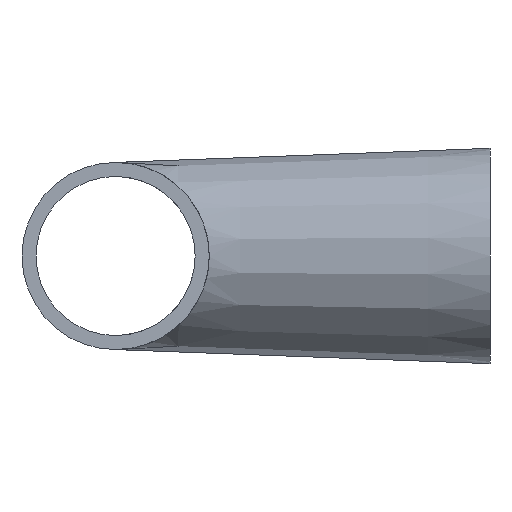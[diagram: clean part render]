
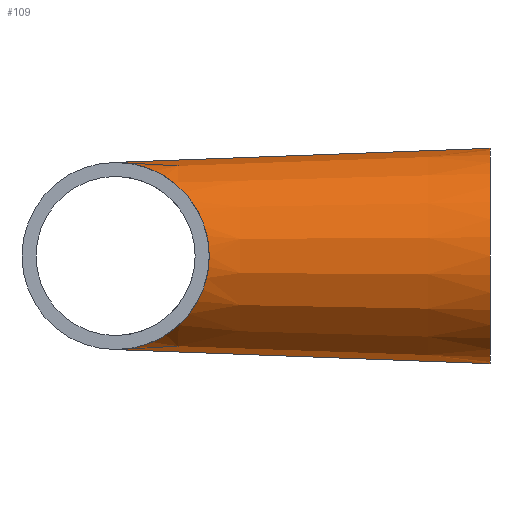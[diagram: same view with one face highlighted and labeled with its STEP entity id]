
A CAD part, left-side view. The second image highlights one B-rep face of the part: STEP entity #109.
In plain terms, the highlighted conical face has half-angle 2.148 degrees and reference radius 10 mm.
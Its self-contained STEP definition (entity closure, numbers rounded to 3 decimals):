
#7 = CONICAL_SURFACE ( 'NONE', #446, 10., 0.037 ) ;
#9 = CIRCLE ( 'NONE', #499, 10. ) ;
#20 = DIRECTION ( 'NONE',  ( 0., 0., 1. ) ) ;
#25 = CARTESIAN_POINT ( 'NONE',  ( -9.955, 30.42, -2.894 ) ) ;
#29 = EDGE_CURVE ( 'NONE', #515, #561, #232, .T. ) ;
#41 = CARTESIAN_POINT ( 'NONE',  ( -4.69, 35.673, 9.036 ) ) ;
#71 = CARTESIAN_POINT ( 'NONE',  ( 0., 0., 0. ) ) ;
#72 = VECTOR ( 'NONE', #102, 1000. ) ;
#75 = CARTESIAN_POINT ( 'NONE',  ( -0.001, 40., -10. ) ) ;
#77 = CARTESIAN_POINT ( 'NONE',  ( -0.2, 39.956, 10. ) ) ;
#79 = CARTESIAN_POINT ( 'NONE',  ( -1.265, 39.06, -9.959 ) ) ;
#85 = CARTESIAN_POINT ( 'NONE',  ( -9.493, 30.881, 4.121 ) ) ;
#90 = CARTESIAN_POINT ( 'NONE',  ( -7.27, 33.1, 7.267 ) ) ;
#96 = CARTESIAN_POINT ( 'NONE',  ( 0., 40., -10. ) ) ;
#99 = LINE ( 'NONE', #96, #72 ) ;
#101 = EDGE_LOOP ( 'NONE', ( #505, #406, #149, #316, #609 ) ) ;
#102 = DIRECTION ( 'NONE',  ( 0., -0.999, -0.037 ) ) ;
#106 = CARTESIAN_POINT ( 'NONE',  ( 0., 40., 10. ) ) ;
#109 = ADVANCED_FACE ( 'NONE', ( #584 ), #7, .T. ) ;
#123 = CARTESIAN_POINT ( 'NONE',  ( -1.55, 38.782, -9.93 ) ) ;
#125 = CARTESIAN_POINT ( 'NONE',  ( 0., 0., -11.5 ) ) ;
#127 = CARTESIAN_POINT ( 'NONE',  ( -1.289, 39.038, 9.957 ) ) ;
#129 = CARTESIAN_POINT ( 'NONE',  ( -10.153, 30.222, -2.13 ) ) ;
#131 = CARTESIAN_POINT ( 'NONE',  ( -5.754, 34.613, 8.447 ) ) ;
#133 = CARTESIAN_POINT ( 'NONE',  ( -9.907, 30.467, 3.046 ) ) ;
#149 = ORIENTED_EDGE ( 'NONE', *, *, #461, .F. ) ;
#163 = VERTEX_POINT ( 'NONE', #125 ) ;
#173 = CARTESIAN_POINT ( 'NONE',  ( -10.369, 30.006, -0.53 ) ) ;
#178 = CARTESIAN_POINT ( 'NONE',  ( -6.159, 34.209, -8.176 ) ) ;
#180 = CARTESIAN_POINT ( 'NONE',  ( -1.58, 38.753, 9.926 ) ) ;
#183 = CARTESIAN_POINT ( 'NONE',  ( -10.353, 30.022, 0.688 ) ) ;
#186 = CARTESIAN_POINT ( 'NONE',  ( 0., 40., 0. ) ) ;
#188 = CARTESIAN_POINT ( 'NONE',  ( -4.056, 36.304, -9.31 ) ) ;
#212 = DIRECTION ( 'NONE',  ( 0., -0.999, 0.037 ) ) ;
#226 = CARTESIAN_POINT ( 'NONE',  ( -5.643, 34.723, -8.515 ) ) ;
#227 = CARTESIAN_POINT ( 'NONE',  ( -10.232, 30.143, -1.731 ) ) ;
#231 = CARTESIAN_POINT ( 'NONE',  ( -2.446, 37.902, 9.782 ) ) ;
#232 = B_SPLINE_CURVE_WITH_KNOTS ( 'NONE', 3,
 ( #75, #570, #427, #285, #237, #422, #326, #79, #123, #337, #520, #188, #480, #226, #178, #330, #578, #627, #431, #639, #523, #472, #25, #129, #227, #419, #173, #635, #374, #183, #574, #332, #474, #583, #133, #534, #85, #629, #492, #589, #575, #632, #90, #297, #131, #41, #489, #283, #527, #231, #239, #180, #127, #424, #485, #378, #295, #77, #581, #481 ),
 .UNSPECIFIED., .F., .F.,
 ( 4, 2, 2, 2, 2, 2, 2, 2, 2, 2, 2, 2, 2, 2, 2, 2, 2, 2, 2, 2, 2, 2, 2, 2, 2, 2, 2, 2, 2, 4 ),
 ( 0.066, 0.067, 0.067, 0.068, 0.069, 0.071, 0.074, 0.076, 0.078, 0.081, 0.082, 0.083, 0.085, 0.086, 0.086, 0.087, 0.088, 0.089, 0.091, 0.092, 0.093, 0.095, 0.098, 0.1, 0.102, 0.103, 0.104, 0.105, 0.105, 0.105 ),
 .UNSPECIFIED. ) ;
#237 = CARTESIAN_POINT ( 'NONE',  ( -0.449, 39.792, -9.998 ) ) ;
#239 = CARTESIAN_POINT ( 'NONE',  ( -2.159, 38.185, 9.838 ) ) ;
#245 = VERTEX_POINT ( 'NONE', #331 ) ;
#281 = EDGE_CURVE ( 'NONE', #620, #163, #99, .T. ) ;
#283 = CARTESIAN_POINT ( 'NONE',  ( -3.302, 37.054, 9.561 ) ) ;
#285 = CARTESIAN_POINT ( 'NONE',  ( -0.37, 39.853, -9.999 ) ) ;
#295 = CARTESIAN_POINT ( 'NONE',  ( -0.374, 39.85, 9.999 ) ) ;
#297 = CARTESIAN_POINT ( 'NONE',  ( -6.271, 34.097, 8.098 ) ) ;
#316 = ORIENTED_EDGE ( 'NONE', *, *, #281, .T. ) ;
#326 = CARTESIAN_POINT ( 'NONE',  ( -0.828, 39.468, -9.987 ) ) ;
#330 = CARTESIAN_POINT ( 'NONE',  ( -7.139, 33.231, -7.387 ) ) ;
#331 = CARTESIAN_POINT ( 'NONE',  ( 0., 0., 11.5 ) ) ;
#332 = CARTESIAN_POINT ( 'NONE',  ( -10.27, 30.105, 1.5 ) ) ;
#337 = CARTESIAN_POINT ( 'NONE',  ( -2.4, 37.95, -9.804 ) ) ;
#346 = CARTESIAN_POINT ( 'NONE',  ( 0., 40., 10. ) ) ;
#350 = EDGE_CURVE ( 'NONE', #561, #245, #557, .T. ) ;
#364 = DIRECTION ( 'NONE',  ( 0., 1., 0. ) ) ;
#374 = CARTESIAN_POINT ( 'NONE',  ( -10.373, 30.002, 0.28 ) ) ;
#378 = CARTESIAN_POINT ( 'NONE',  ( -0.455, 39.787, 9.998 ) ) ;
#382 = DIRECTION ( 'NONE',  ( 0., -1., 0. ) ) ;
#384 = CIRCLE ( 'NONE', #598, 11.5 ) ;
#397 = DIRECTION ( 'NONE',  ( 0., 0., 1. ) ) ;
#406 = ORIENTED_EDGE ( 'NONE', *, *, #29, .F. ) ;
#407 = CARTESIAN_POINT ( 'NONE',  ( -0.001, 40., -10. ) ) ;
#410 = EDGE_CURVE ( 'NONE', #163, #245, #384, .T. ) ;
#419 = CARTESIAN_POINT ( 'NONE',  ( -10.34, 30.035, -0.932 ) ) ;
#422 = CARTESIAN_POINT ( 'NONE',  ( -0.68, 39.603, -9.993 ) ) ;
#424 = CARTESIAN_POINT ( 'NONE',  ( -0.842, 39.455, 9.986 ) ) ;
#427 = CARTESIAN_POINT ( 'NONE',  ( -0.198, 39.956, -10. ) ) ;
#431 = CARTESIAN_POINT ( 'NONE',  ( -8.883, 31.49, -5.304 ) ) ;
#436 = DIRECTION ( 'NONE',  ( 0., 0., -1. ) ) ;
#446 = AXIS2_PLACEMENT_3D ( 'NONE', #186, #382, #436 ) ;
#451 = CARTESIAN_POINT ( 'NONE',  ( 0., 40., -10. ) ) ;
#461 = EDGE_CURVE ( 'NONE', #620, #515, #9, .T. ) ;
#472 = CARTESIAN_POINT ( 'NONE',  ( -9.835, 30.539, -3.262 ) ) ;
#474 = CARTESIAN_POINT ( 'NONE',  ( -10.202, 30.173, 1.894 ) ) ;
#480 = CARTESIAN_POINT ( 'NONE',  ( -4.593, 35.77, -9.081 ) ) ;
#481 = CARTESIAN_POINT ( 'NONE',  ( 0., 40., 10. ) ) ;
#485 = CARTESIAN_POINT ( 'NONE',  ( -0.692, 39.594, 9.993 ) ) ;
#489 = CARTESIAN_POINT ( 'NONE',  ( -4.143, 36.218, 9.276 ) ) ;
#492 = CARTESIAN_POINT ( 'NONE',  ( -8.978, 31.395, 5.107 ) ) ;
#499 = AXIS2_PLACEMENT_3D ( 'NONE', #507, #364, #397 ) ;
#505 = ORIENTED_EDGE ( 'NONE', *, *, #350, .F. ) ;
#507 = CARTESIAN_POINT ( 'NONE',  ( 0., 40., 0. ) ) ;
#511 = VECTOR ( 'NONE', #212, 1000. ) ;
#515 = VERTEX_POINT ( 'NONE', #407 ) ;
#520 = CARTESIAN_POINT ( 'NONE',  ( -2.961, 37.393, -9.671 ) ) ;
#523 = CARTESIAN_POINT ( 'NONE',  ( -9.558, 30.816, -3.975 ) ) ;
#527 = CARTESIAN_POINT ( 'NONE',  ( -3.017, 37.336, 9.643 ) ) ;
#534 = CARTESIAN_POINT ( 'NONE',  ( -9.643, 30.731, 3.774 ) ) ;
#557 = LINE ( 'NONE', #106, #511 ) ;
#561 = VERTEX_POINT ( 'NONE', #346 ) ;
#570 = CARTESIAN_POINT ( 'NONE',  ( -0.101, 40., -10. ) ) ;
#574 = CARTESIAN_POINT ( 'NONE',  ( -10.337, 30.038, 0.893 ) ) ;
#575 = CARTESIAN_POINT ( 'NONE',  ( -8.383, 31.989, 5.995 ) ) ;
#578 = CARTESIAN_POINT ( 'NONE',  ( -7.603, 32.768, -6.94 ) ) ;
#581 = CARTESIAN_POINT ( 'NONE',  ( -0.102, 40., 10. ) ) ;
#583 = CARTESIAN_POINT ( 'NONE',  ( -10.021, 30.354, 2.666 ) ) ;
#584 = FACE_OUTER_BOUND ( 'NONE', #101, .T. ) ;
#589 = CARTESIAN_POINT ( 'NONE',  ( -8.589, 31.784, 5.712 ) ) ;
#598 = AXIS2_PLACEMENT_3D ( 'NONE', #71, #614, #20 ) ;
#609 = ORIENTED_EDGE ( 'NONE', *, *, #410, .T. ) ;
#614 = DIRECTION ( 'NONE',  ( 0., 1., 0. ) ) ;
#620 = VERTEX_POINT ( 'NONE', #451 ) ;
#627 = CARTESIAN_POINT ( 'NONE',  ( -8.485, 31.887, -5.887 ) ) ;
#629 = CARTESIAN_POINT ( 'NONE',  ( -9.161, 31.212, 4.787 ) ) ;
#632 = CARTESIAN_POINT ( 'NONE',  ( -7.738, 32.633, 6.797 ) ) ;
#635 = CARTESIAN_POINT ( 'NONE',  ( -10.377, 29.998, 0.077 ) ) ;
#639 = CARTESIAN_POINT ( 'NONE',  ( -9.4, 30.974, -4.321 ) ) ;
